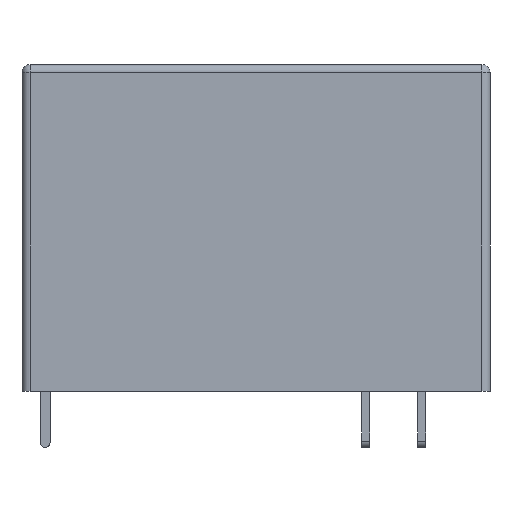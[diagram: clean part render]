
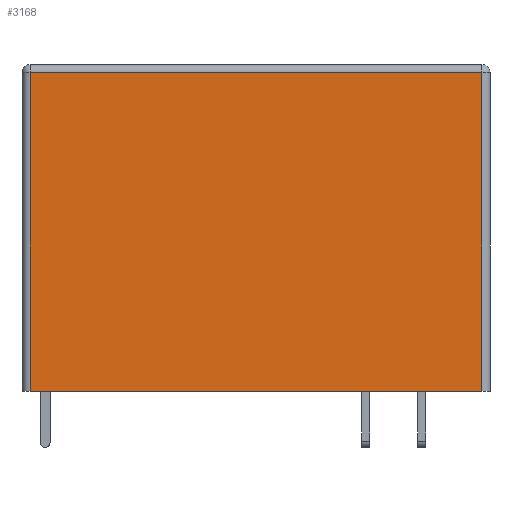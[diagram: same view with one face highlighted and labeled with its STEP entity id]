
A CAD part, front view. The second image highlights one B-rep face of the part: STEP entity #3168.
In plain terms, the highlighted planar face has unit normal (0, -1, 0).
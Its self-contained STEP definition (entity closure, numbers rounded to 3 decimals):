
#232 = EDGE_CURVE ( 'NONE', #10274, #6161, #11723, .T. ) ;
#346 = LINE ( 'NONE', #6446, #1844 ) ;
#947 = FACE_OUTER_BOUND ( 'NONE', #14414, .T. ) ;
#962 = LINE ( 'NONE', #4426, #5017 ) ;
#1463 = CARTESIAN_POINT ( 'NONE',  ( 14.1, -6.4, 19.9 ) ) ;
#1844 = VECTOR ( 'NONE', #4101, 1000. ) ;
#2592 = VERTEX_POINT ( 'NONE', #7653 ) ;
#3168 = ADVANCED_FACE ( 'NONE', ( #947 ), #4558, .F. ) ;
#4101 = DIRECTION ( 'NONE',  ( 0., 0., 1. ) ) ;
#4426 = CARTESIAN_POINT ( 'NONE',  ( -14.6, -6.4, 0. ) ) ;
#4558 = PLANE ( 'NONE',  #9445 ) ;
#5017 = VECTOR ( 'NONE', #7776, 1000. ) ;
#6099 = CARTESIAN_POINT ( 'NONE',  ( -14.6, -6.4, 20.4 ) ) ;
#6161 = VERTEX_POINT ( 'NONE', #15106 ) ;
#6390 = ORIENTED_EDGE ( 'NONE', *, *, #232, .T. ) ;
#6446 = CARTESIAN_POINT ( 'NONE',  ( 14.1, -6.4, 20.4 ) ) ;
#7044 = VECTOR ( 'NONE', #11646, 1000. ) ;
#7653 = CARTESIAN_POINT ( 'NONE',  ( 14.1, -6.4, 0. ) ) ;
#7776 = DIRECTION ( 'NONE',  ( 1., 0., 0. ) ) ;
#8112 = EDGE_CURVE ( 'NONE', #2592, #9479, #346, .T. ) ;
#8440 = DIRECTION ( 'NONE',  ( 0., 0., 1. ) ) ;
#8607 = VECTOR ( 'NONE', #11305, 1000. ) ;
#9374 = DIRECTION ( 'NONE',  ( 0., 1., 0. ) ) ;
#9397 = CARTESIAN_POINT ( 'NONE',  ( -14.1, -6.4, 20.4 ) ) ;
#9445 = AXIS2_PLACEMENT_3D ( 'NONE', #6099, #9374, #8440 ) ;
#9479 = VERTEX_POINT ( 'NONE', #1463 ) ;
#10056 = CARTESIAN_POINT ( 'NONE',  ( -14.6, -6.4, 19.9 ) ) ;
#10105 = ORIENTED_EDGE ( 'NONE', *, *, #15008, .T. ) ;
#10274 = VERTEX_POINT ( 'NONE', #12389 ) ;
#11083 = EDGE_CURVE ( 'NONE', #6161, #2592, #962, .T. ) ;
#11305 = DIRECTION ( 'NONE',  ( -1., 0., 0. ) ) ;
#11646 = DIRECTION ( 'NONE',  ( 0., 0., -1. ) ) ;
#11723 = LINE ( 'NONE', #9397, #7044 ) ;
#12389 = CARTESIAN_POINT ( 'NONE',  ( -14.1, -6.4, 19.9 ) ) ;
#13374 = LINE ( 'NONE', #10056, #8607 ) ;
#13967 = ORIENTED_EDGE ( 'NONE', *, *, #11083, .T. ) ;
#14397 = ORIENTED_EDGE ( 'NONE', *, *, #8112, .T. ) ;
#14414 = EDGE_LOOP ( 'NONE', ( #13967, #14397, #10105, #6390 ) ) ;
#15008 = EDGE_CURVE ( 'NONE', #9479, #10274, #13374, .T. ) ;
#15106 = CARTESIAN_POINT ( 'NONE',  ( -14.1, -6.4, 0. ) ) ;
